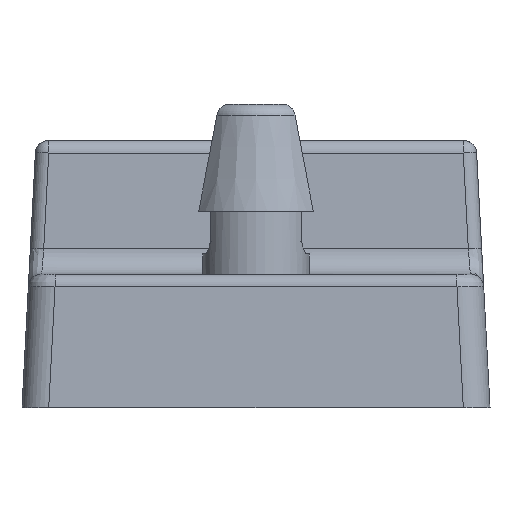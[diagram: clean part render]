
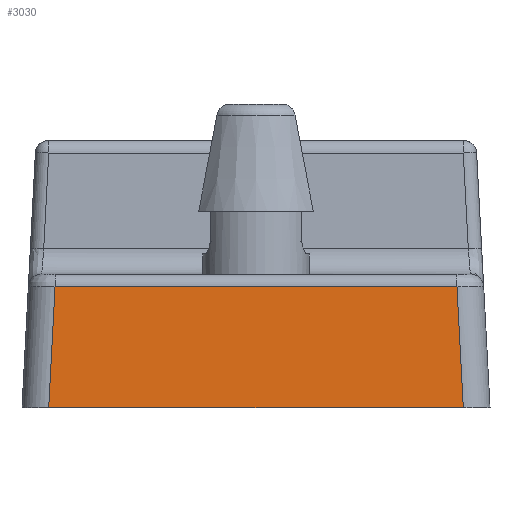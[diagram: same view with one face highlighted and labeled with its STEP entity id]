
A CAD part, front view. The second image highlights one B-rep face of the part: STEP entity #3030.
In plain terms, the highlighted planar face has unit normal (0, -0.999, 0.052).
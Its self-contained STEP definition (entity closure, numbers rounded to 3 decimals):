
#149 = VERTEX_POINT ( 'NONE', #3026 ) ;
#296 = VECTOR ( 'NONE', #2442, 1000. ) ;
#392 = CARTESIAN_POINT ( 'NONE',  ( 15.027, -37.025, -0.948 ) ) ;
#481 = DIRECTION ( 'NONE',  ( -0.052, 0.052, 0.997 ) ) ;
#582 = EDGE_CURVE ( 'NONE', #2780, #1820, #2813, .T. ) ;
#584 = DIRECTION ( 'NONE',  ( -0.052, -0.052, -0.997 ) ) ;
#614 = EDGE_CURVE ( 'NONE', #149, #1257, #2115, .T. ) ;
#869 = FACE_OUTER_BOUND ( 'NONE', #1703, .T. ) ;
#876 = LINE ( 'NONE', #1447, #1116 ) ;
#998 = VECTOR ( 'NONE', #1733, 1000. ) ;
#1005 = CARTESIAN_POINT ( 'NONE',  ( 0., -37.499, -10. ) ) ;
#1116 = VECTOR ( 'NONE', #481, 1000. ) ;
#1135 = DIRECTION ( 'NONE',  ( 0., -0.052, -0.999 ) ) ;
#1222 = AXIS2_PLACEMENT_3D ( 'NONE', #2847, #1596, #1135 ) ;
#1257 = VERTEX_POINT ( 'NONE', #1365 ) ;
#1299 = ORIENTED_EDGE ( 'NONE', *, *, #1331, .T. ) ;
#1331 = EDGE_CURVE ( 'NONE', #1257, #2780, #876, .T. ) ;
#1365 = CARTESIAN_POINT ( 'NONE',  ( 15.502, -37.499, -10. ) ) ;
#1447 = CARTESIAN_POINT ( 'NONE',  ( 14.89, -36.888, 1.665 ) ) ;
#1557 = VECTOR ( 'NONE', #584, 1000. ) ;
#1596 = DIRECTION ( 'NONE',  ( 0., -0.999, 0.052 ) ) ;
#1703 = EDGE_LOOP ( 'NONE', ( #1299, #2734, #2172, #2670 ) ) ;
#1733 = DIRECTION ( 'NONE',  ( 1., 0., 0. ) ) ;
#1820 = VERTEX_POINT ( 'NONE', #2986 ) ;
#1971 = CARTESIAN_POINT ( 'NONE',  ( -16.975, -37.025, -0.948 ) ) ;
#2017 = CARTESIAN_POINT ( 'NONE',  ( -14.983, -36.98, -0.104 ) ) ;
#2115 = LINE ( 'NONE', #1005, #998 ) ;
#2172 = ORIENTED_EDGE ( 'NONE', *, *, #2751, .T. ) ;
#2296 = LINE ( 'NONE', #2017, #1557 ) ;
#2369 = PLANE ( 'NONE',  #1222 ) ;
#2442 = DIRECTION ( 'NONE',  ( -1., 0., 0. ) ) ;
#2670 = ORIENTED_EDGE ( 'NONE', *, *, #614, .T. ) ;
#2734 = ORIENTED_EDGE ( 'NONE', *, *, #582, .T. ) ;
#2751 = EDGE_CURVE ( 'NONE', #1820, #149, #2296, .T. ) ;
#2780 = VERTEX_POINT ( 'NONE', #392 ) ;
#2813 = LINE ( 'NONE', #1971, #296 ) ;
#2847 = CARTESIAN_POINT ( 'NONE',  ( -16.975, -36.975, 0. ) ) ;
#2986 = CARTESIAN_POINT ( 'NONE',  ( -15.027, -37.025, -0.948 ) ) ;
#3026 = CARTESIAN_POINT ( 'NONE',  ( -15.502, -37.499, -10. ) ) ;
#3030 = ADVANCED_FACE ( 'NONE', ( #869 ), #2369, .T. ) ;
